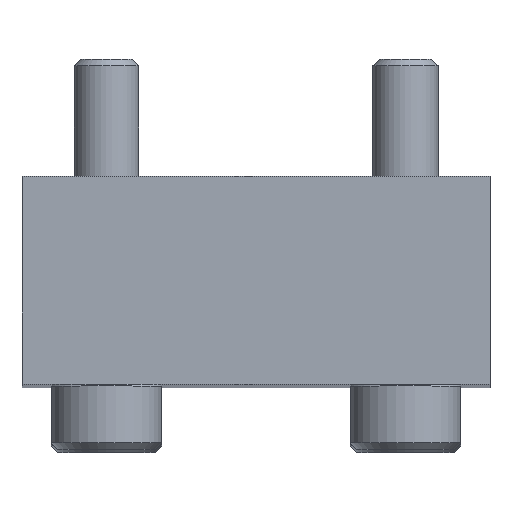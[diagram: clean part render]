
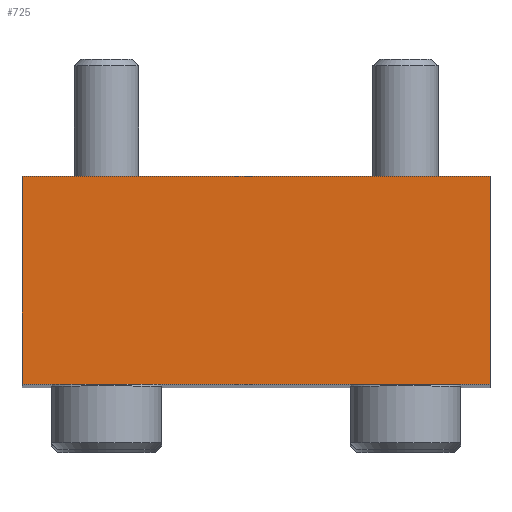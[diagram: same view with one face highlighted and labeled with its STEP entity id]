
A CAD part, top view. The second image highlights one B-rep face of the part: STEP entity #725.
In plain terms, the highlighted face is planar.
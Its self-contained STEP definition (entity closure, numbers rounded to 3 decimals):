
#81=LINE('',#1173,#111);
#84=LINE('',#1179,#114);
#85=LINE('',#1181,#115);
#86=LINE('',#1183,#116);
#111=VECTOR('',#925,1000.);
#114=VECTOR('',#930,1000.);
#115=VECTOR('',#931,1000.);
#116=VECTOR('',#932,1000.);
#147=ORIENTED_EDGE('',*,*,#315,.T.);
#148=ORIENTED_EDGE('',*,*,#316,.F.);
#149=ORIENTED_EDGE('',*,*,#317,.F.);
#150=ORIENTED_EDGE('',*,*,#312,.T.);
#312=EDGE_CURVE('',#397,#396,#81,.T.);
#315=EDGE_CURVE('',#396,#399,#84,.T.);
#316=EDGE_CURVE('',#400,#399,#85,.T.);
#317=EDGE_CURVE('',#397,#400,#86,.T.);
#396=VERTEX_POINT('',#1172);
#397=VERTEX_POINT('',#1174);
#399=VERTEX_POINT('',#1180);
#400=VERTEX_POINT('',#1182);
#507=EDGE_LOOP('',(#147,#148,#149,#150));
#605=FACE_BOUND('',#507,.T.);
#701=PLANE('',#810);
#725=ADVANCED_FACE('',(#605),#701,.F.);
#810=AXIS2_PLACEMENT_3D('',#1178,#928,#929);
#925=DIRECTION('',(0.,0.,-1.));
#928=DIRECTION('',(1.,0.,0.));
#929=DIRECTION('',(0.,0.,-1.));
#930=DIRECTION('',(0.,-1.,0.));
#931=DIRECTION('',(0.,0.,-1.));
#932=DIRECTION('',(0.,-1.,0.));
#1172=CARTESIAN_POINT('',(-72.,36.,0.));
#1173=CARTESIAN_POINT('',(-72.,36.,16.));
#1174=CARTESIAN_POINT('',(-72.,36.,16.));
#1178=CARTESIAN_POINT('',(-72.,36.,16.));
#1179=CARTESIAN_POINT('',(-72.,36.,0.));
#1180=CARTESIAN_POINT('',(-72.,0.,0.));
#1181=CARTESIAN_POINT('',(-72.,0.,16.));
#1182=CARTESIAN_POINT('',(-72.,0.,16.));
#1183=CARTESIAN_POINT('',(-72.,36.,16.));
